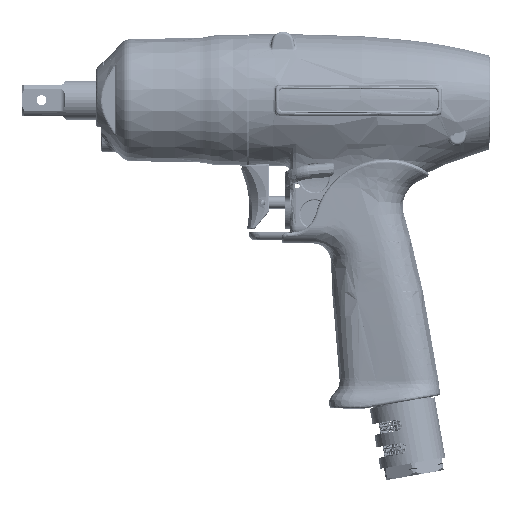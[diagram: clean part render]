
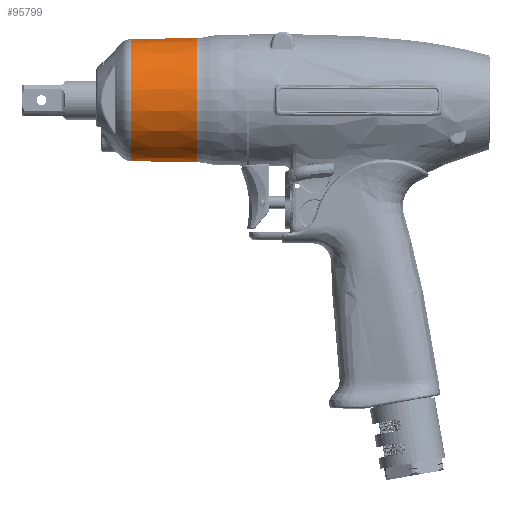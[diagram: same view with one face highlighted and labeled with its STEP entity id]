
A CAD part, top view. The second image highlights one B-rep face of the part: STEP entity #95799.
In plain terms, the highlighted conical face has half-angle 1 degrees and reference radius 25.273 mm.
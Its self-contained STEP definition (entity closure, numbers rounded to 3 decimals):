
#90435=CARTESIAN_POINT('',(0.,49.48,0.));
#90436=DIRECTION('',(0.,-1.,0.));
#90437=DIRECTION('',(0.,0.,-1.));
#90438=AXIS2_PLACEMENT_3D('',#90435,#90436,#90437);
#90440=CARTESIAN_POINT('',(0.,49.48,0.));
#90441=DIRECTION('',(0.,-1.,0.));
#90442=DIRECTION('',(0.008,0.,-1.));
#90443=AXIS2_PLACEMENT_3D('',#90440,#90441,#90442);
#90450=DIRECTION('',(0.,-1.,
-0.017));
#90451=VECTOR('',#90450,27.235);
#90452=CARTESIAN_POINT('',(0.,49.48,
-25.035));
#90453=LINE('',#90452,#90451);
#90454=CARTESIAN_POINT('',(0.,22.25,0.));
#90455=DIRECTION('',(0.,1.,0.));
#90456=DIRECTION('',(0.,0.,1.));
#90457=AXIS2_PLACEMENT_3D('',#90454,#90455,#90456);
#90459=CARTESIAN_POINT('',(0.,22.25,0.));
#90460=DIRECTION('',(0.,1.,0.));
#90461=DIRECTION('',(0.006,0.,1.));
#90462=AXIS2_PLACEMENT_3D('',#90459,#90460,#90461);
#90504=DIRECTION('',(0.,-1.,0.017));
#90505=VECTOR('',#90504,27.235);
#90506=CARTESIAN_POINT('',(0.,49.48,
25.035));
#90507=LINE('',#90506,#90505);
#94770=CARTESIAN_POINT('',(0.,49.48,
25.035));
#94771=VERTEX_POINT('',#94770);
#94773=CARTESIAN_POINT('',(0.,49.48,
-25.035));
#94775=VERTEX_POINT('',#94773);
#94776=CARTESIAN_POINT('',(0.193,49.48,
-25.035));
#94777=VERTEX_POINT('',#94776);
#94778=CARTESIAN_POINT('',(0.149,22.25,
25.51));
#94779=CARTESIAN_POINT('',(0.,22.25,
-25.511));
#94780=VERTEX_POINT('',#94778);
#94781=VERTEX_POINT('',#94779);
#94782=CARTESIAN_POINT('',(0.,22.25,25.511));
#94783=VERTEX_POINT('',#94782);
#95782=CARTESIAN_POINT('',(0.,35.865,0.));
#95783=DIRECTION('',(0.,-1.,0.));
#95784=DIRECTION('',(0.,0.,1.));
#95785=AXIS2_PLACEMENT_3D('',#95782,#95783,#95784);
#95786=CONICAL_SURFACE('',#95785,25.273,1.);
#95788=ORIENTED_EDGE('',*,*,#95787,.F.);
#95790=ORIENTED_EDGE('',*,*,#95789,.F.);
#95792=ORIENTED_EDGE('',*,*,#95791,.F.);
#95793=ORIENTED_EDGE('',*,*,#95776,.F.);
#95794=ORIENTED_EDGE('',*,*,#95774,.F.);
#95796=ORIENTED_EDGE('',*,*,#95795,.T.);
#95797=EDGE_LOOP('',(#95788,#95790,#95792,#95793,#95794,#95796));
#95798=FACE_OUTER_BOUND('',#95797,.F.);
#95799=ADVANCED_FACE('',(#95798),#95786,.T.);
#90439=CIRCLE('',#90438,25.035);
#90444=CIRCLE('',#90443,25.035);
#90458=CIRCLE('',#90457,25.511);
#90463=CIRCLE('',#90462,25.511);
#95774=EDGE_CURVE('',#94775,#94777,#90439,.T.);
#95776=EDGE_CURVE('',#94777,#94771,#90444,.T.);
#95787=EDGE_CURVE('',#94780,#94781,#90463,.T.);
#95789=EDGE_CURVE('',#94783,#94780,#90458,.T.);
#95791=EDGE_CURVE('',#94771,#94783,#90507,.T.);
#95795=EDGE_CURVE('',#94775,#94781,#90453,.T.);
